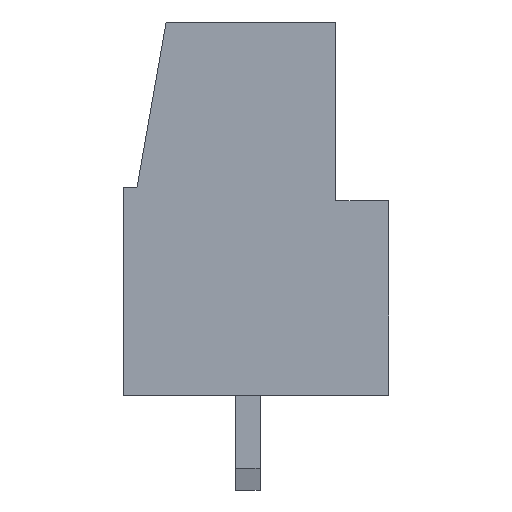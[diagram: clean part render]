
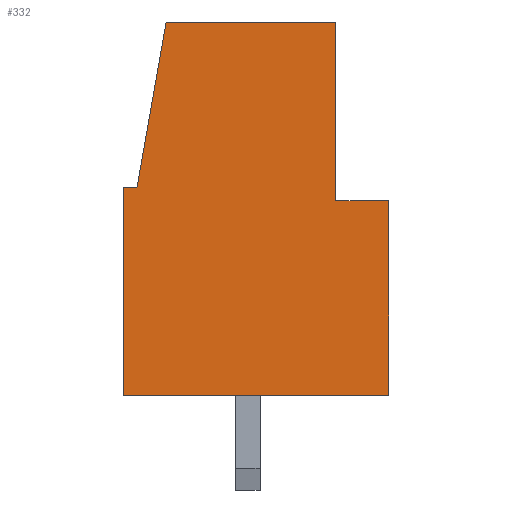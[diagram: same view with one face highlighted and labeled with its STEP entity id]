
A CAD part, left-side view. The second image highlights one B-rep face of the part: STEP entity #332.
In plain terms, the highlighted planar face has unit normal (-1, 0, 0).
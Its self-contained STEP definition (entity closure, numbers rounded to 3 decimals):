
#332 = ADVANCED_FACE( 'F0', ( #780 ), #781, .T. );
#780 = FACE_OUTER_BOUND( '', #1382, .T. );
#781 = PLANE( '', #1383 );
#1382 = EDGE_LOOP( '', ( #2158, #2159, #2160, #2161, #2162, #2163, #2164, #2165 ) );
#1383 = AXIS2_PLACEMENT_3D( '', #2166, #2167, #2168 );
#2158 = ORIENTED_EDGE( '', *, *, #3818, .T. );
#2159 = ORIENTED_EDGE( '', *, *, #3819, .T. );
#2160 = ORIENTED_EDGE( '', *, *, #3820, .F. );
#2161 = ORIENTED_EDGE( '', *, *, #3821, .T. );
#2162 = ORIENTED_EDGE( '', *, *, #3822, .T. );
#2163 = ORIENTED_EDGE( '', *, *, #3823, .T. );
#2164 = ORIENTED_EDGE( '', *, *, #3824, .T. );
#2165 = ORIENTED_EDGE( '', *, *, #3661, .T. );
#2166 = CARTESIAN_POINT( '', ( -2.5, 0., 0. ) );
#2167 = DIRECTION( '', ( -1., 0., 0. ) );
#2168 = DIRECTION( '', ( 0., 0., 1. ) );
#3661 = EDGE_CURVE( '', #4367, #4365, #4368, .T. );
#3818 = EDGE_CURVE( '', #4365, #4646, #4647, .T. );
#3819 = EDGE_CURVE( '', #4646, #4648, #4649, .T. );
#3820 = EDGE_CURVE( '', #4650, #4648, #4651, .T. );
#3821 = EDGE_CURVE( '', #4650, #4652, #4653, .T. );
#3822 = EDGE_CURVE( '', #4652, #4654, #4655, .T. );
#3823 = EDGE_CURVE( '', #4654, #4656, #4657, .T. );
#3824 = EDGE_CURVE( '', #4656, #4367, #4658, .T. );
#4365 = VERTEX_POINT( '', #5399 );
#4367 = VERTEX_POINT( '', #5402 );
#4368 = LINE( '', #5403, #5404 );
#4646 = VERTEX_POINT( '', #5808 );
#4647 = LINE( '', #5809, #5810 );
#4648 = VERTEX_POINT( '', #5811 );
#4649 = LINE( '', #5812, #5813 );
#4650 = VERTEX_POINT( '', #5814 );
#4651 = LINE( '', #5815, #5816 );
#4652 = VERTEX_POINT( '', #5817 );
#4653 = LINE( '', #5818, #5819 );
#4654 = VERTEX_POINT( '', #5820 );
#4655 = LINE( '', #5821, #5822 );
#4656 = VERTEX_POINT( '', #5823 );
#4657 = LINE( '', #5824, #5825 );
#4658 = LINE( '', #5826, #5827 );
#5399 = CARTESIAN_POINT( '', ( -2.5, 0., 0. ) );
#5402 = CARTESIAN_POINT( '', ( -2.5, 0., 7.7 ) );
#5403 = CARTESIAN_POINT( '', ( -2.5, 0., -11.5 ) );
#5404 = VECTOR( '', #6849, 1000. );
#5808 = CARTESIAN_POINT( '', ( -2.5, -9.8, 0. ) );
#5809 = CARTESIAN_POINT( '', ( -2.5, 0., 0. ) );
#5810 = VECTOR( '', #6988, 1000. );
#5811 = CARTESIAN_POINT( '', ( -2.5, -9.8, 7.2 ) );
#5812 = CARTESIAN_POINT( '', ( -2.5, -9.8, -11.5 ) );
#5813 = VECTOR( '', #6989, 1000. );
#5814 = CARTESIAN_POINT( '', ( -2.5, -7.85, 7.2 ) );
#5815 = CARTESIAN_POINT( '', ( -2.5, 0., 7.2 ) );
#5816 = VECTOR( '', #6990, 1000. );
#5817 = CARTESIAN_POINT( '', ( -2.5, -7.85, 13.8 ) );
#5818 = CARTESIAN_POINT( '', ( -2.5, -7.85, -11.5 ) );
#5819 = VECTOR( '', #6991, 1000. );
#5820 = CARTESIAN_POINT( '', ( -2.5, -1.576, 13.8 ) );
#5821 = CARTESIAN_POINT( '', ( -2.5, 0., 13.8 ) );
#5822 = VECTOR( '', #6992, 1000. );
#5823 = CARTESIAN_POINT( '', ( -2.5, -0.5, 7.7 ) );
#5824 = CARTESIAN_POINT( '', ( -2.5, 2.885, -11.5 ) );
#5825 = VECTOR( '', #6993, 1000. );
#5826 = CARTESIAN_POINT( '', ( -2.5, 0., 7.7 ) );
#5827 = VECTOR( '', #6994, 1000. );
#6849 = DIRECTION( '', ( 0., 0., -1. ) );
#6988 = DIRECTION( '', ( 0., -1., 0. ) );
#6989 = DIRECTION( '', ( 0., 0., 1. ) );
#6990 = DIRECTION( '', ( 0., -1., 0. ) );
#6991 = DIRECTION( '', ( 0., 0., 1. ) );
#6992 = DIRECTION( '', ( 0., 1., 0. ) );
#6993 = DIRECTION( '', ( 0., 0.174, -0.985 ) );
#6994 = DIRECTION( '', ( 0., 1., 0. ) );
